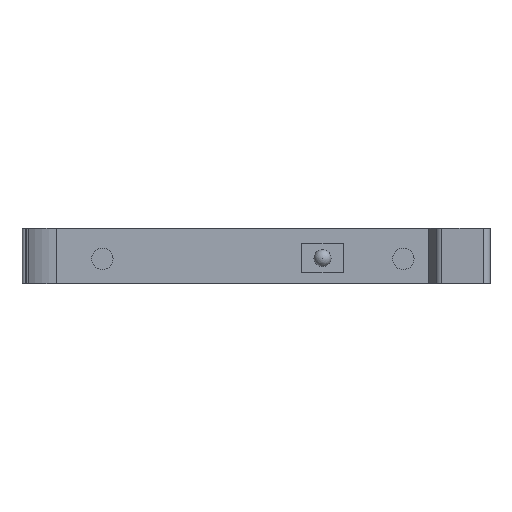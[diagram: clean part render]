
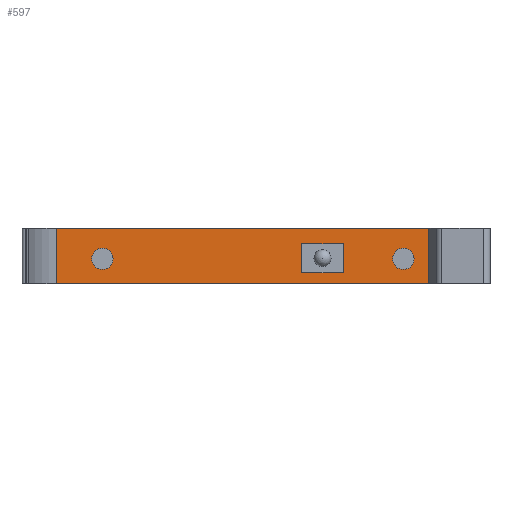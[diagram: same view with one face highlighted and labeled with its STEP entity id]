
A CAD part, top view. The second image highlights one B-rep face of the part: STEP entity #597.
In plain terms, the highlighted planar face has unit normal (0, 0, 1).
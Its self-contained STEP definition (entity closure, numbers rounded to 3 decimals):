
#597 = ADVANCED_FACE( '', ( #1265, #1266, #1267, #1268 ), #1269, .T. );
#1265 = FACE_BOUND( '', #1990, .T. );
#1266 = FACE_OUTER_BOUND( '', #1991, .T. );
#1267 = FACE_BOUND( '', #1992, .T. );
#1268 = FACE_BOUND( '', #1993, .T. );
#1269 = PLANE( '', #1994 );
#1990 = EDGE_LOOP( '', ( #3911 ) );
#1991 = EDGE_LOOP( '', ( #3912, #3913, #3914, #3915 ) );
#1992 = EDGE_LOOP( '', ( #3916 ) );
#1993 = EDGE_LOOP( '', ( #3917, #3918, #3919, #3920 ) );
#1994 = AXIS2_PLACEMENT_3D( '', #3921, #3922, #3923 );
#3911 = ORIENTED_EDGE( '', *, *, #4500, .T. );
#3912 = ORIENTED_EDGE( '', *, *, #4761, .F. );
#3913 = ORIENTED_EDGE( '', *, *, #5133, .F. );
#3914 = ORIENTED_EDGE( '', *, *, #5117, .T. );
#3915 = ORIENTED_EDGE( '', *, *, #4922, .T. );
#3916 = ORIENTED_EDGE( '', *, *, #4497, .T. );
#3917 = ORIENTED_EDGE( '', *, *, #4571, .T. );
#3918 = ORIENTED_EDGE( '', *, *, #4821, .T. );
#3919 = ORIENTED_EDGE( '', *, *, #4506, .T. );
#3920 = ORIENTED_EDGE( '', *, *, #5245, .T. );
#3921 = CARTESIAN_POINT( '', ( 22.336, 9., 23.539 ) );
#3922 = DIRECTION( '', ( 0., 0., 1. ) );
#3923 = DIRECTION( '', ( 1., 0., 0. ) );
#4497 = EDGE_CURVE( '', #5439, #5439, #5440, .T. );
#4500 = EDGE_CURVE( '', #5444, #5444, #5445, .T. );
#4506 = EDGE_CURVE( '', #5453, #5454, #5455, .T. );
#4571 = EDGE_CURVE( '', #5564, #5565, #5566, .T. );
#4761 = EDGE_CURVE( '', #5898, #5900, #5901, .T. );
#4821 = EDGE_CURVE( '', #5565, #5453, #6006, .T. );
#4922 = EDGE_CURVE( '', #6153, #5900, #6154, .T. );
#5117 = EDGE_CURVE( '', #6435, #6153, #6436, .T. );
#5133 = EDGE_CURVE( '', #6435, #5898, #6458, .T. );
#5245 = EDGE_CURVE( '', #5454, #5564, #6575, .T. );
#5439 = VERTEX_POINT( '', #6808 );
#5440 = CIRCLE( '', #6809, 1.75 );
#5444 = VERTEX_POINT( '', #6813 );
#5445 = CIRCLE( '', #6814, 1.75 );
#5453 = VERTEX_POINT( '', #6823 );
#5454 = VERTEX_POINT( '', #6824 );
#5455 = LINE( '', #6825, #6826 );
#5564 = VERTEX_POINT( '', #6975 );
#5565 = VERTEX_POINT( '', #6976 );
#5566 = LINE( '', #6977, #6978 );
#5898 = VERTEX_POINT( '', #7424 );
#5900 = VERTEX_POINT( '', #7427 );
#5901 = LINE( '', #7428, #7429 );
#6006 = LINE( '', #7555, #7556 );
#6153 = VERTEX_POINT( '', #7761 );
#6154 = LINE( '', #7762, #7763 );
#6435 = VERTEX_POINT( '', #8148 );
#6436 = LINE( '', #8149, #8150 );
#6458 = LINE( '', #8178, #8179 );
#6575 = LINE( '', #8346, #8347 );
#6808 = CARTESIAN_POINT( '', ( -23.365, 4., 23.539 ) );
#6809 = AXIS2_PLACEMENT_3D( '', #8524, #8525, #8526 );
#6813 = CARTESIAN_POINT( '', ( 25.835, 4., 23.539 ) );
#6814 = AXIS2_PLACEMENT_3D( '', #8530, #8531, #8532 );
#6823 = CARTESIAN_POINT( '', ( 14.295, 6.5, 23.539 ) );
#6824 = CARTESIAN_POINT( '', ( 14.295, 1.7, 23.539 ) );
#6825 = CARTESIAN_POINT( '', ( 14.295, 6.5, 23.539 ) );
#6826 = VECTOR( '', #8540, 1000. );
#6975 = CARTESIAN_POINT( '', ( 7.445, 1.7, 23.539 ) );
#6976 = CARTESIAN_POINT( '', ( 7.445, 6.5, 23.539 ) );
#6977 = CARTESIAN_POINT( '', ( 7.445, 6.5, 23.539 ) );
#6978 = VECTOR( '', #8611, 1000. );
#7424 = CARTESIAN_POINT( '', ( 28.255, 0., 23.539 ) );
#7427 = CARTESIAN_POINT( '', ( -32.584, 0., 23.539 ) );
#7428 = CARTESIAN_POINT( '', ( 22.336, 0., 23.539 ) );
#7429 = VECTOR( '', #8886, 1000. );
#7555 = CARTESIAN_POINT( '', ( 14.295, 6.5, 23.539 ) );
#7556 = VECTOR( '', #9019, 1000. );
#7761 = CARTESIAN_POINT( '', ( -32.584, 9., 23.539 ) );
#7762 = CARTESIAN_POINT( '', ( -32.584, 9., 23.539 ) );
#7763 = VECTOR( '', #9120, 1000. );
#8148 = CARTESIAN_POINT( '', ( 28.255, 9., 23.539 ) );
#8149 = CARTESIAN_POINT( '', ( 28.255, 9., 23.539 ) );
#8150 = VECTOR( '', #9393, 1000. );
#8178 = CARTESIAN_POINT( '', ( 28.255, 9., 23.539 ) );
#8179 = VECTOR( '', #9421, 1000. );
#8346 = CARTESIAN_POINT( '', ( 14.295, 1.7, 23.539 ) );
#8347 = VECTOR( '', #9490, 1000. );
#8524 = CARTESIAN_POINT( '', ( -25.115, 4., 23.539 ) );
#8525 = DIRECTION( '', ( 0., 0., -1. ) );
#8526 = DIRECTION( '', ( 1., 0., 0. ) );
#8530 = CARTESIAN_POINT( '', ( 24.085, 4., 23.539 ) );
#8531 = DIRECTION( '', ( 0., 0., -1. ) );
#8532 = DIRECTION( '', ( 1., 0., 0. ) );
#8540 = DIRECTION( '', ( 0., -1., 0. ) );
#8611 = DIRECTION( '', ( 0., 1., 0. ) );
#8886 = DIRECTION( '', ( -1., 0., 0. ) );
#9019 = DIRECTION( '', ( 1., 0., 0. ) );
#9120 = DIRECTION( '', ( 0., -1., 0. ) );
#9393 = DIRECTION( '', ( -1., 0., 0. ) );
#9421 = DIRECTION( '', ( 0., -1., 0. ) );
#9490 = DIRECTION( '', ( -1., 0., 0. ) );
